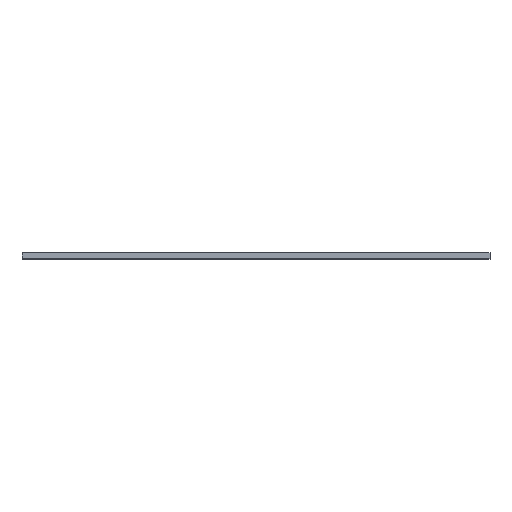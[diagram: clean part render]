
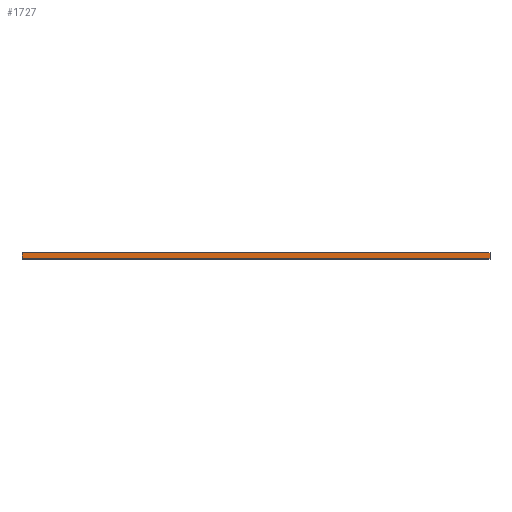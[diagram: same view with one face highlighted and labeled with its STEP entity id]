
A CAD part, top view. The second image highlights one B-rep face of the part: STEP entity #1727.
In plain terms, the highlighted planar face has unit normal (0, 0, 1).
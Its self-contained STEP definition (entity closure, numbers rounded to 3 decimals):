
#12 = VERTEX_POINT ( 'NONE', #937 ) ;
#146 = CARTESIAN_POINT ( 'NONE',  ( 0., 4., 0. ) ) ;
#261 = EDGE_CURVE ( 'NONE', #1440, #1373, #4004, .T. ) ;
#278 = ORIENTED_EDGE ( 'NONE', *, *, #261, .F. ) ;
#305 = DIRECTION ( 'NONE',  ( 0., -1., 0. ) ) ;
#583 = EDGE_CURVE ( 'NONE', #862, #1440, #3863, .T. ) ;
#699 = ORIENTED_EDGE ( 'NONE', *, *, #1864, .T. ) ;
#862 = VERTEX_POINT ( 'NONE', #3416 ) ;
#864 = LINE ( 'NONE', #2596, #3921 ) ;
#872 = PLANE ( 'NONE',  #3648 ) ;
#937 = CARTESIAN_POINT ( 'NONE',  ( -63.527, 4., 0. ) ) ;
#1116 = CARTESIAN_POINT ( 'NONE',  ( -63.527, 0., 0. ) ) ;
#1336 = CARTESIAN_POINT ( 'NONE',  ( 257., 4., 0. ) ) ;
#1373 = VERTEX_POINT ( 'NONE', #1116 ) ;
#1440 = VERTEX_POINT ( 'NONE', #2847 ) ;
#1501 = FACE_OUTER_BOUND ( 'NONE', #2840, .T. ) ;
#1727 = ADVANCED_FACE ( 'NONE', ( #1501 ), #872, .T. ) ;
#1819 = VECTOR ( 'NONE', #305, 1000. ) ;
#1851 = VECTOR ( 'NONE', #3955, 1000. ) ;
#1864 = EDGE_CURVE ( 'NONE', #12, #1373, #3819, .T. ) ;
#1904 = DIRECTION ( 'NONE',  ( 1., 0., 0. ) ) ;
#1917 = DIRECTION ( 'NONE',  ( -1., 0., 0. ) ) ;
#1999 = DIRECTION ( 'NONE',  ( 0., -1., 0. ) ) ;
#2596 = CARTESIAN_POINT ( 'NONE',  ( 0., 4., 0. ) ) ;
#2627 = VECTOR ( 'NONE', #1999, 1000. ) ;
#2840 = EDGE_LOOP ( 'NONE', ( #278, #3546, #3379, #699 ) ) ;
#2847 = CARTESIAN_POINT ( 'NONE',  ( 257., 0., 0. ) ) ;
#2926 = DIRECTION ( 'NONE',  ( 0., 0., 1. ) ) ;
#3379 = ORIENTED_EDGE ( 'NONE', *, *, #3903, .T. ) ;
#3416 = CARTESIAN_POINT ( 'NONE',  ( 257., 4., 0. ) ) ;
#3546 = ORIENTED_EDGE ( 'NONE', *, *, #583, .F. ) ;
#3648 = AXIS2_PLACEMENT_3D ( 'NONE', #146, #2926, #1904 ) ;
#3746 = CARTESIAN_POINT ( 'NONE',  ( -63.527, 4., 0. ) ) ;
#3819 = LINE ( 'NONE', #3746, #2627 ) ;
#3863 = LINE ( 'NONE', #1336, #1819 ) ;
#3903 = EDGE_CURVE ( 'NONE', #862, #12, #864, .T. ) ;
#3921 = VECTOR ( 'NONE', #1917, 1000. ) ;
#3955 = DIRECTION ( 'NONE',  ( -1., 0., 0. ) ) ;
#4004 = LINE ( 'NONE', #4616, #1851 ) ;
#4616 = CARTESIAN_POINT ( 'NONE',  ( 0., 0., 0. ) ) ;
